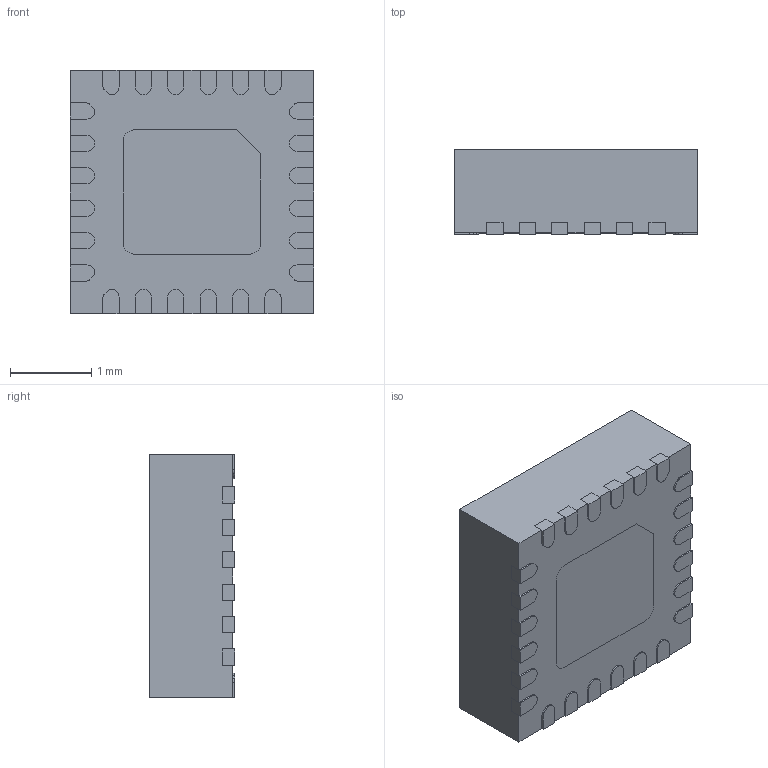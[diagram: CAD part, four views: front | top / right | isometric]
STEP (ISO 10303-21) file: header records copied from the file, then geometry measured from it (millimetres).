
FILE_DESCRIPTION (( 'STEP AP214' ), '1' );
FILE_NAME ('ICM-20948.STEP', '2018-04-06T17:07:31', ( '' ), ( '' ), 'SwSTEP 2.0', 'SolidWorks 2017', '' );
FILE_SCHEMA (( 'AUTOMOTIVE_DESIGN' ));
Length unit declared in the file: millimetre
Products named in the file (1): ICM-20948
Bounding box: 3 x 1.05 x 3 mm (x, y, z)
Volume: 9.3 mm3; surface area: 44.3 mm2
Topology: 26 solids, 26 shells, 328 faces, 822 edges, 548 vertices
Faces by surface type: plane 228, cylinder 100
Entity records: 10045 total; most frequent: CARTESIAN_POINT 1699, DIRECTION 1680, ORIENTED_EDGE 1644, EDGE_CURVE 822, LINE 622, VECTOR 622, VERTEX_POINT 548, AXIS2_PLACEMENT_3D 529
